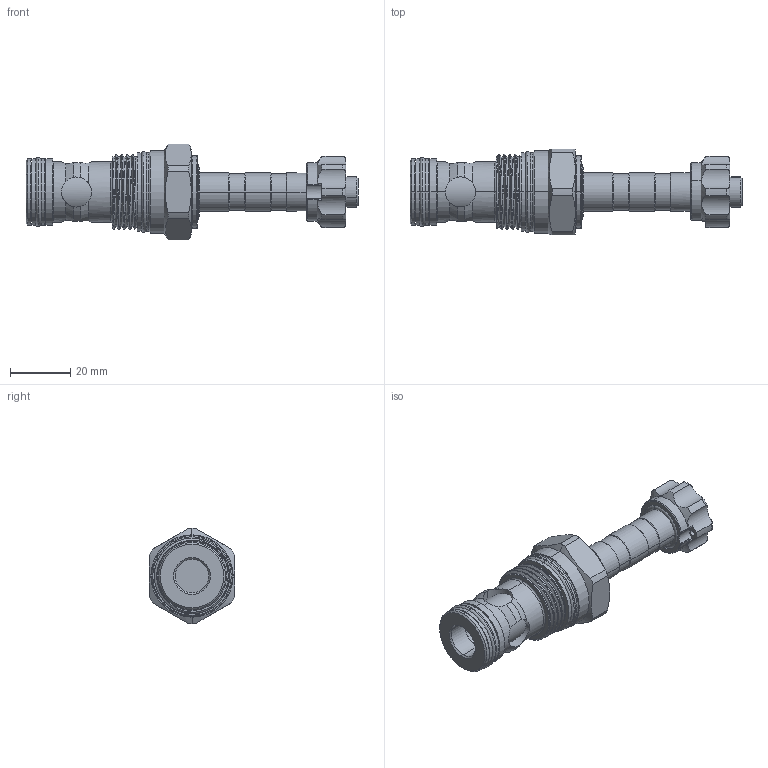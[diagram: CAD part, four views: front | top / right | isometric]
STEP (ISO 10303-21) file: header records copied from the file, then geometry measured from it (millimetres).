
FILE_DESCRIPTION (( 'STEP AP203' ), '1' );
FILE_NAME ('EP5A2A31M05.STEP', '2020-03-31T02:32:22', ( '' ), ( '' ), 'SwSTEP 2.0', 'SolidWorks 2018', '' );
FILE_SCHEMA (( 'CONFIG_CONTROL_DESIGN' ));
Length unit declared in the file: millimetre
Products named in the file (1): EP5A2A31M05
Bounding box: 110.4 x 28.57 x 31.8 mm (x, y, z)
Volume: 33482.1 mm3; surface area: 11988.6 mm2
Topology: 6 solids, 6 shells, 239 faces, 587 edges, 372 vertices
Faces by surface type: cylinder 124, cone 44, torus 34, plane 32, bspline 5
Entity records: 11279 total; most frequent: CARTESIAN_POINT 5679, ORIENTED_EDGE 1174, DIRECTION 1166, EDGE_CURVE 587, AXIS2_PLACEMENT_3D 506, VERTEX_POINT 372, CIRCLE 271, EDGE_LOOP 263
